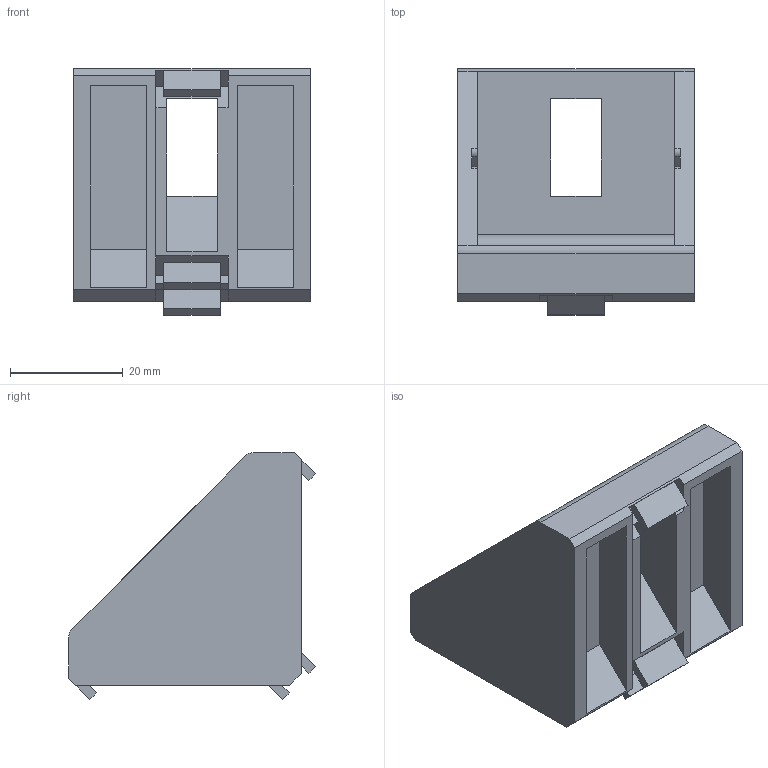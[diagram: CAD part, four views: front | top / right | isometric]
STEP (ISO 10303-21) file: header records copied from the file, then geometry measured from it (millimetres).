
FILE_DESCRIPTION (( 'STEP AP203' ), '1' );
FILE_NAME ('084.305.026.STEP', '2013-01-29T07:02:59', ( 'Alusic' ), ( 'Alusic' ), 'SwSTEP 2.0', 'SolidWorks 2011', '' );
FILE_SCHEMA (( 'CONFIG_CONTROL_DESIGN' ));
Length unit declared in the file: millimetre
Products named in the file (1): 084.305.026
Bounding box: 42 x 43.77 x 43.77 mm (x, y, z)
Volume: 20130.8 mm3; surface area: 13230.7 mm2
Topology: 1 solids, 1 shells, 96 faces, 264 edges, 176 vertices
Faces by surface type: plane 85, cylinder 11
Entity records: 3099 total; most frequent: CARTESIAN_POINT 537, ORIENTED_EDGE 528, DIRECTION 484, EDGE_CURVE 264, VECTOR 238, LINE 238, VERTEX_POINT 176, AXIS2_PLACEMENT_3D 123
